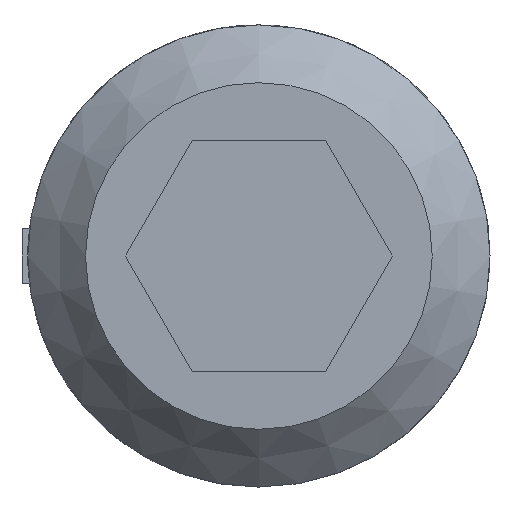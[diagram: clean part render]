
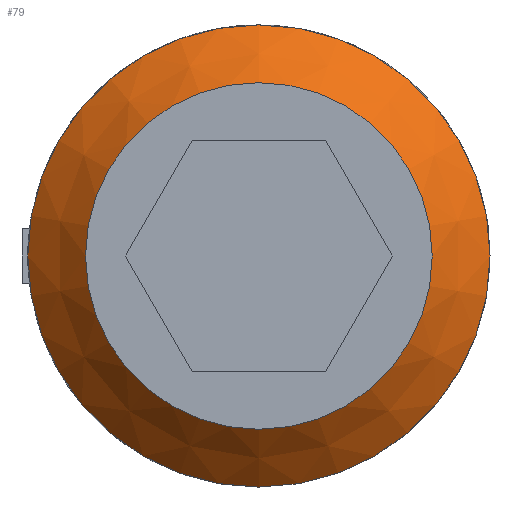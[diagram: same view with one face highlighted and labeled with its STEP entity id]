
A CAD part, left-side view. The second image highlights one B-rep face of the part: STEP entity #79.
In plain terms, the highlighted conical face has half-angle 45 degrees and reference radius 3 mm.
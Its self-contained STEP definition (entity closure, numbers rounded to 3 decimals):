
#79 = ADVANCED_FACE( '', ( #171, #172 ), #173, .T. );
#171 = FACE_OUTER_BOUND( '', #281, .T. );
#172 = FACE_BOUND( '', #282, .T. );
#173 = CONICAL_SURFACE( '', #283, 3., 0.785 );
#281 = EDGE_LOOP( '', ( #446 ) );
#282 = EDGE_LOOP( '', ( #447 ) );
#283 = AXIS2_PLACEMENT_3D( '', #448, #449, #450 );
#446 = ORIENTED_EDGE( '', *, *, #650, .F. );
#447 = ORIENTED_EDGE( '', *, *, #651, .T. );
#448 = CARTESIAN_POINT( '', ( 0., 0., 0. ) );
#449 = DIRECTION( '', ( 1., 0., 0. ) );
#450 = DIRECTION( '', ( 0., 0., -1. ) );
#650 = EDGE_CURVE( '', #774, #774, #775, .T. );
#651 = EDGE_CURVE( '', #776, #776, #777, .T. );
#774 = VERTEX_POINT( '', #948 );
#775 = CIRCLE( '', #949, 4. );
#776 = VERTEX_POINT( '', #950 );
#777 = CIRCLE( '', #951, 3. );
#948 = CARTESIAN_POINT( '', ( 1., 0., -4. ) );
#949 = AXIS2_PLACEMENT_3D( '', #1072, #1073, #1074 );
#950 = CARTESIAN_POINT( '', ( 0., 0., -3. ) );
#951 = AXIS2_PLACEMENT_3D( '', #1075, #1076, #1077 );
#1072 = CARTESIAN_POINT( '', ( 1., 0., 0. ) );
#1073 = DIRECTION( '', ( 1., 0., 0. ) );
#1074 = DIRECTION( '', ( 0., 0., -1. ) );
#1075 = CARTESIAN_POINT( '', ( 0., 0., 0. ) );
#1076 = DIRECTION( '', ( 1., 0., 0. ) );
#1077 = DIRECTION( '', ( 0., 0., -1. ) );
